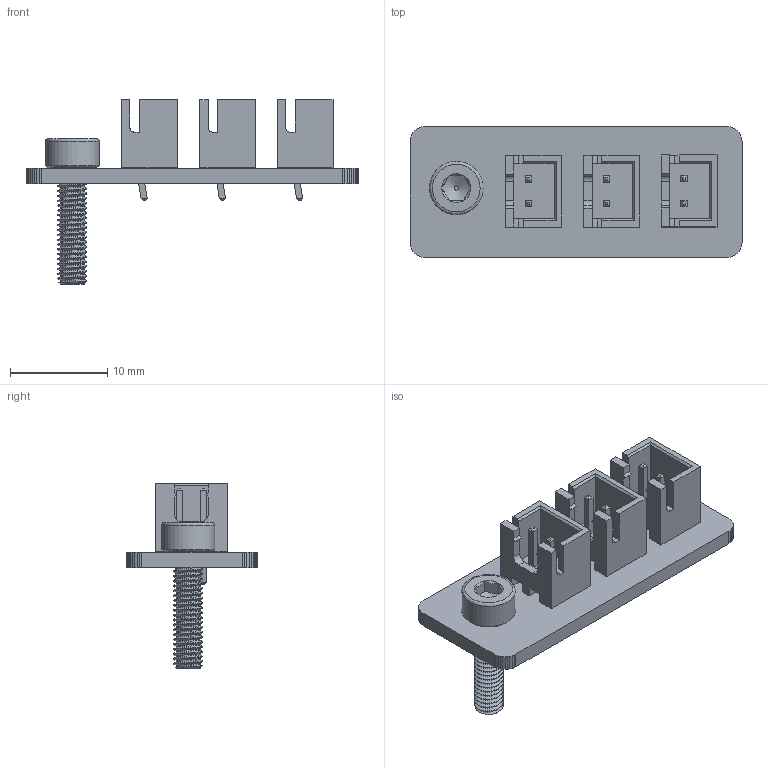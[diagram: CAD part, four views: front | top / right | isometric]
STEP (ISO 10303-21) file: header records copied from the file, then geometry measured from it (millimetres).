
FILE_DESCRIPTION(('KiCad electronic assembly'),'2;1');
FILE_NAME('jstxh compact splitter board.step','2024-04-09T14:44:40',( 'Pcbnew'),('Kicad'),'Open CASCADE STEP processor 7.6', 'KiCad to STEP converter','Unknown');
FILE_SCHEMA(('AUTOMOTIVE_DESIGN { 1 0 10303 214 1 1 1 1 }'));
Length unit declared in the file: millimetre
Products named in the file (6): jstxh compact splitter board 1; JST_XH_B2B-XH-A_1x02_P2.50mm_Vertical; SOLID; sanket-M3x12-Screw; jstxh compact splitter board PCB
Assembly tree (7 placements, depth 3):
  jstxh compact splitter board 1
    JST_XH_B2B-XH-A_1x02_P2.50mm_Vertical  x3
      SOLID
    sanket-M3x12-Screw
      SOLID
    jstxh compact splitter board PCB
Bounding box: 34.13 x 13.49 x 19 mm (x, y, z)
Volume: 1303.5 mm3; surface area: 2559.6 mm2
Topology: 5 solids, 5 shells, 441 faces, 1120 edges, 703 vertices
Faces by surface type: plane 312, bspline 75, cylinder 47, cone 5, revolution 2
Full cylindrical faces by diameter (mm): 1 x6, 1.2 x3, 3 x23, 3.2 x1, 5.5 x1
Entity records: 33488 total; most frequent: CARTESIAN_POINT 20667, DIRECTION 1921, LINE 1395, VECTOR 1395, ORIENTED_EDGE 1284, PCURVE 1284, DEFINITIONAL_REPRESENTATION 1284, EDGE_CURVE 642
